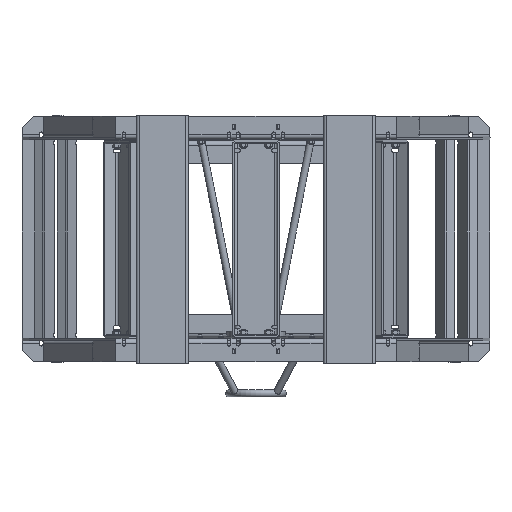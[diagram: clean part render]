
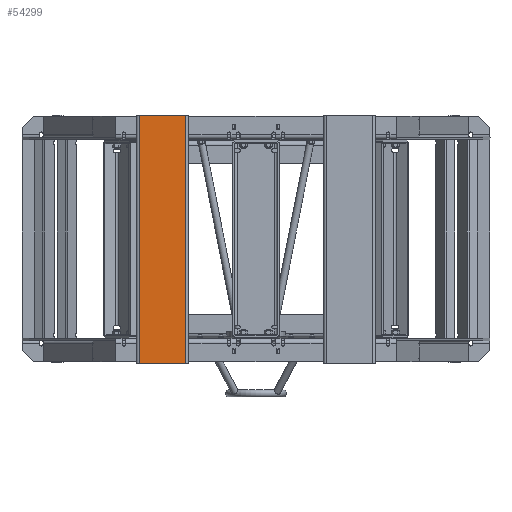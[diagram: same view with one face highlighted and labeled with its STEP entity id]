
A CAD part, front view. The second image highlights one B-rep face of the part: STEP entity #54299.
In plain terms, the highlighted planar face has unit normal (0, -1, 0).
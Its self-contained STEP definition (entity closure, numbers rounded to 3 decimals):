
#2804=PLANE('',#59014);
#7057=LINE('',#89624,#11850);
#7058=LINE('',#89628,#11851);
#7059=LINE('',#89630,#11852);
#7060=LINE('',#89631,#11853);
#11850=VECTOR('',#72318,10.);
#11851=VECTOR('',#72323,10.);
#11852=VECTOR('',#72324,10.);
#11853=VECTOR('',#72325,10.);
#15821=FACE_OUTER_BOUND('',#18796,.T.);
#18796=EDGE_LOOP('',(#47468,#47469,#47470,#47471));
#25739=VERTEX_POINT('',#89621);
#25740=VERTEX_POINT('',#89623);
#25741=VERTEX_POINT('',#89627);
#25742=VERTEX_POINT('',#89629);
#33119=EDGE_CURVE('',#25740,#25739,#7057,.T.);
#33121=EDGE_CURVE('',#25739,#25741,#7058,.T.);
#33122=EDGE_CURVE('',#25742,#25741,#7059,.T.);
#33123=EDGE_CURVE('',#25740,#25742,#7060,.T.);
#47468=ORIENTED_EDGE('',*,*,#33121,.T.);
#47469=ORIENTED_EDGE('',*,*,#33122,.F.);
#47470=ORIENTED_EDGE('',*,*,#33123,.F.);
#47471=ORIENTED_EDGE('',*,*,#33119,.T.);
#54299=ADVANCED_FACE('',(#15821),#2804,.T.);
#59014=AXIS2_PLACEMENT_3D('',#89626,#72321,#72322);
#72318=DIRECTION('',(0.,0.,1.));
#72321=DIRECTION('center_axis',(0.,-1.,0.));
#72322=DIRECTION('ref_axis',(0.,0.,-1.));
#72323=DIRECTION('',(-1.,0.,0.));
#72324=DIRECTION('',(0.,0.,1.));
#72325=DIRECTION('',(-1.,0.,0.));
#89621=CARTESIAN_POINT('',(-810.,0.,1060.));
#89623=CARTESIAN_POINT('',(-810.,0.,0.));
#89624=CARTESIAN_POINT('',(-810.,0.,0.));
#89626=CARTESIAN_POINT('Origin',(-810.,0.,0.));
#89627=CARTESIAN_POINT('',(-1010.,0.,1060.));
#89628=CARTESIAN_POINT('',(-810.,0.,1060.));
#89629=CARTESIAN_POINT('',(-1010.,0.,0.));
#89630=CARTESIAN_POINT('',(-1010.,0.,0.));
#89631=CARTESIAN_POINT('',(-810.,0.,0.));
